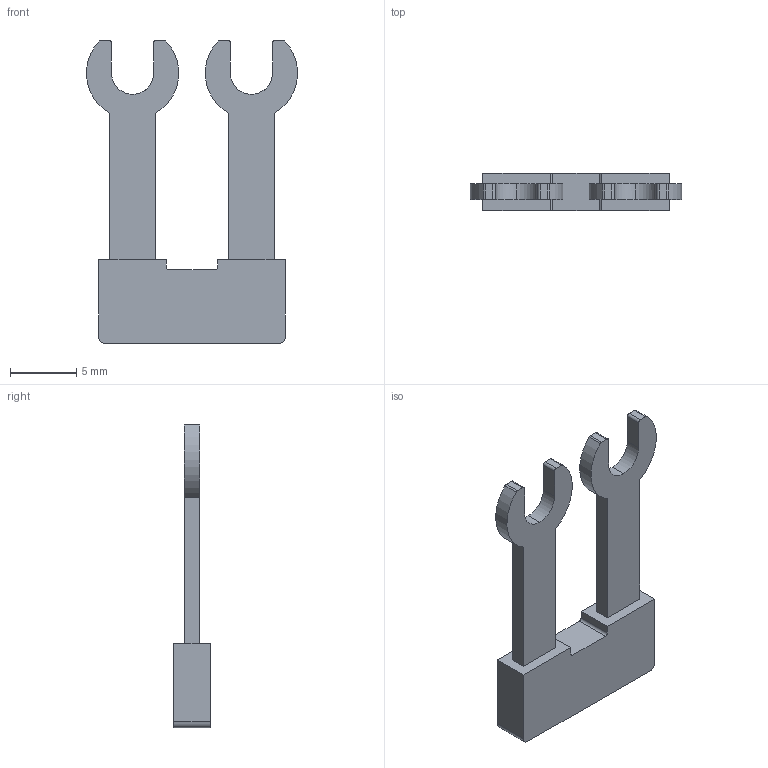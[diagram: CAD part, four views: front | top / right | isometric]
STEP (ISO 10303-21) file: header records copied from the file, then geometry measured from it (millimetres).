
FILE_DESCRIPTION(('CATIA V5 STEP Exchange','CAx-IF Rec.Pracs.--- Model Styling and Organization---1.4--- 2014-01-23'),'2;1');
FILE_NAME ('D1463473_0', '2020-07-28T06:15:25+00:00', ('none'), ('Weidmueller'), 'CATIA Version 5-6 Release 2016 SP3 HF44', 'CATIA V5 STEP AP214', 'none');
FILE_SCHEMA(('AUTOMOTIVE_DESIGN { 1 0 10303 214 1 1 1 1 }'));
Length unit declared in the file: millimetre
Products named in the file (1): 2615190000
Bounding box: 15.99 x 2.8 x 23 mm (x, y, z)
Volume: 389.4 mm3; surface area: 654.6 mm2
Topology: 3 solids, 3 shells, 48 faces, 126 edges, 84 vertices
Faces by surface type: plane 28, cylinder 20
Entity records: 1528 total; most frequent: CARTESIAN_POINT 335, ORIENTED_EDGE 252, DIRECTION 210, EDGE_CURVE 126, VECTOR 86, LINE 86, VERTEX_POINT 84, AXIS2_PLACEMENT_3D 79
